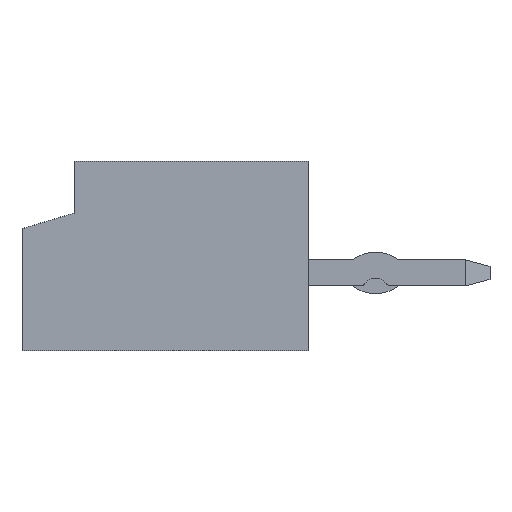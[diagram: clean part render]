
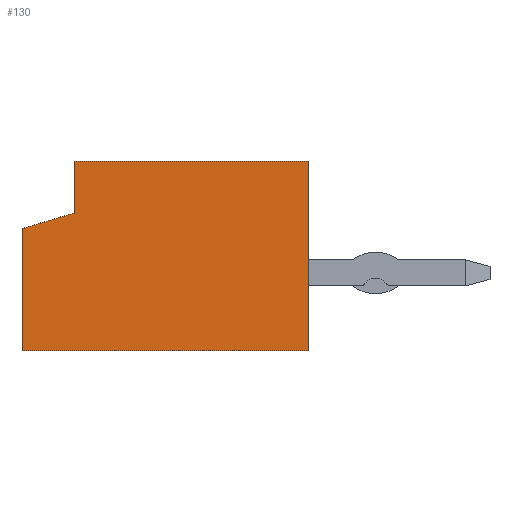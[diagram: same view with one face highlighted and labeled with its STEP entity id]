
A CAD part, left-side view. The second image highlights one B-rep face of the part: STEP entity #130.
In plain terms, the highlighted planar face has unit normal (-1, 0, 0).
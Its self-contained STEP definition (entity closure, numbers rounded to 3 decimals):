
#130 = ADVANCED_FACE ( 'NONE', ( #2319 ), #3531, .T. ) ;
#341 = VECTOR ( 'NONE', #1193, 1000. ) ;
#342 = EDGE_CURVE ( 'NONE', #1149, #1501, #3056, .T. ) ;
#355 = CARTESIAN_POINT ( 'NONE',  ( -4., 1.75, 1.825 ) ) ;
#531 = DIRECTION ( 'NONE',  ( 0., 0., 1. ) ) ;
#538 = CARTESIAN_POINT ( 'NONE',  ( -4., 2.75, -1.825 ) ) ;
#576 = VERTEX_POINT ( 'NONE', #3301 ) ;
#599 = VERTEX_POINT ( 'NONE', #3257 ) ;
#712 = CARTESIAN_POINT ( 'NONE',  ( -4., 1.75, 0.825 ) ) ;
#1149 = VERTEX_POINT ( 'NONE', #355 ) ;
#1193 = DIRECTION ( 'NONE',  ( 0., -1., 0. ) ) ;
#1279 = LINE ( 'NONE', #2589, #4342 ) ;
#1366 = EDGE_CURVE ( 'NONE', #1501, #576, #1923, .T. ) ;
#1501 = VERTEX_POINT ( 'NONE', #712 ) ;
#1509 = DIRECTION ( 'NONE',  ( 0., 0., 1. ) ) ;
#1516 = LINE ( 'NONE', #2331, #3251 ) ;
#1529 = ORIENTED_EDGE ( 'NONE', *, *, #4312, .T. ) ;
#1839 = CARTESIAN_POINT ( 'NONE',  ( -4., 1.75, 0.825 ) ) ;
#1923 = LINE ( 'NONE', #1839, #2306 ) ;
#2072 = DIRECTION ( 'NONE',  ( 0., -1., 0. ) ) ;
#2114 = EDGE_CURVE ( 'NONE', #4491, #576, #1279, .T. ) ;
#2210 = CARTESIAN_POINT ( 'NONE',  ( -4., -2.75, -1.825 ) ) ;
#2306 = VECTOR ( 'NONE', #3882, 1000. ) ;
#2319 = FACE_OUTER_BOUND ( 'NONE', #4301, .T. ) ;
#2331 = CARTESIAN_POINT ( 'NONE',  ( -4., -2.75, -1.825 ) ) ;
#2589 = CARTESIAN_POINT ( 'NONE',  ( -4., 2.75, -1.825 ) ) ;
#2601 = ORIENTED_EDGE ( 'NONE', *, *, #2114, .F. ) ;
#2701 = CARTESIAN_POINT ( 'NONE',  ( -4., 1.75, 1.825 ) ) ;
#2758 = VECTOR ( 'NONE', #2072, 1000. ) ;
#2838 = LINE ( 'NONE', #4465, #2758 ) ;
#2897 = ORIENTED_EDGE ( 'NONE', *, *, #1366, .T. ) ;
#2899 = DIRECTION ( 'NONE',  ( 0., 0., 1. ) ) ;
#2958 = AXIS2_PLACEMENT_3D ( 'NONE', #3022, #4317, #1509 ) ;
#3022 = CARTESIAN_POINT ( 'NONE',  ( -4., 2.75, -1.825 ) ) ;
#3056 = LINE ( 'NONE', #2701, #5157 ) ;
#3070 = ORIENTED_EDGE ( 'NONE', *, *, #4820, .T. ) ;
#3251 = VECTOR ( 'NONE', #2899, 1000. ) ;
#3257 = CARTESIAN_POINT ( 'NONE',  ( -4., -2.75, 1.825 ) ) ;
#3274 = EDGE_CURVE ( 'NONE', #1149, #599, #2838, .T. ) ;
#3301 = CARTESIAN_POINT ( 'NONE',  ( -4., 2.75, 0.525 ) ) ;
#3397 = DIRECTION ( 'NONE',  ( 0., 0., -1. ) ) ;
#3531 = PLANE ( 'NONE',  #2958 ) ;
#3601 = LINE ( 'NONE', #3915, #341 ) ;
#3638 = ORIENTED_EDGE ( 'NONE', *, *, #342, .T. ) ;
#3882 = DIRECTION ( 'NONE',  ( 0., 0.958, -0.287 ) ) ;
#3915 = CARTESIAN_POINT ( 'NONE',  ( -4., 2.75, -1.825 ) ) ;
#4130 = ORIENTED_EDGE ( 'NONE', *, *, #3274, .F. ) ;
#4301 = EDGE_LOOP ( 'NONE', ( #2897, #2601, #1529, #3070, #4130, #3638 ) ) ;
#4312 = EDGE_CURVE ( 'NONE', #4491, #5102, #3601, .T. ) ;
#4317 = DIRECTION ( 'NONE',  ( -1., 0., 0. ) ) ;
#4342 = VECTOR ( 'NONE', #531, 1000. ) ;
#4465 = CARTESIAN_POINT ( 'NONE',  ( -4., 1.75, 1.825 ) ) ;
#4491 = VERTEX_POINT ( 'NONE', #538 ) ;
#4820 = EDGE_CURVE ( 'NONE', #5102, #599, #1516, .T. ) ;
#5102 = VERTEX_POINT ( 'NONE', #2210 ) ;
#5157 = VECTOR ( 'NONE', #3397, 1000. ) ;
